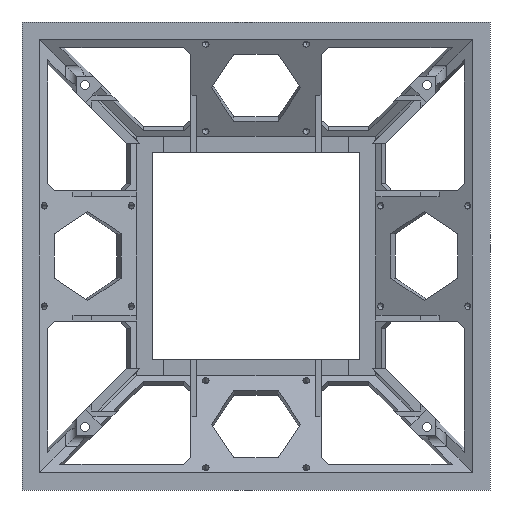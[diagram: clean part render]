
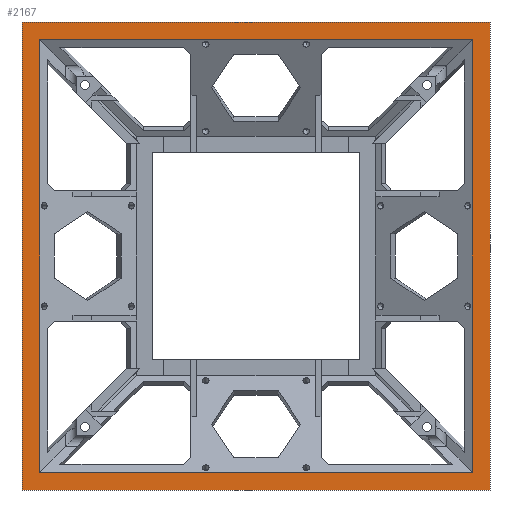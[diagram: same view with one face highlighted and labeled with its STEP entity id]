
A CAD part, front view. The second image highlights one B-rep face of the part: STEP entity #2167.
In plain terms, the highlighted planar face has unit normal (0, -1, 0).
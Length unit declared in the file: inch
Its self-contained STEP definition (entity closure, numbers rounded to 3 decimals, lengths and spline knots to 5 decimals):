
#182 = EDGE_CURVE ( 'NONE', #2181, #262, #4262, .T. ) ;
#213 = VECTOR ( 'NONE', #6745, 39.37008 ) ;
#255 = VERTEX_POINT ( 'NONE', #6108 ) ;
#262 = VERTEX_POINT ( 'NONE', #705 ) ;
#276 = ORIENTED_EDGE ( 'NONE', *, *, #2054, .F. ) ;
#279 = CARTESIAN_POINT ( 'NONE',  ( -3.14961, -0.25, -3.14961 ) ) ;
#592 = VERTEX_POINT ( 'NONE', #4313 ) ;
#705 = CARTESIAN_POINT ( 'NONE',  ( -3.14961, -0.25, -3.14961 ) ) ;
#756 = DIRECTION ( 'NONE',  ( 0., 0., 1. ) ) ;
#906 = EDGE_CURVE ( 'NONE', #1087, #4439, #6127, .T. ) ;
#938 = DIRECTION ( 'NONE',  ( -1., 0., 0. ) ) ;
#1087 = VERTEX_POINT ( 'NONE', #2663 ) ;
#1178 = CARTESIAN_POINT ( 'NONE',  ( 0., -0.25, 0. ) ) ;
#1462 = CARTESIAN_POINT ( 'NONE',  ( -3.14961, -0.25, 3.14961 ) ) ;
#1476 = VERTEX_POINT ( 'NONE', #4122 ) ;
#1661 = LINE ( 'NONE', #6500, #5229 ) ;
#1774 = DIRECTION ( 'NONE',  ( 0., 0., -1. ) ) ;
#1783 = CARTESIAN_POINT ( 'NONE',  ( 2.91339, -0.25, -2.91339 ) ) ;
#1902 = CARTESIAN_POINT ( 'NONE',  ( -3.14961, -0.25, 3.14961 ) ) ;
#2054 = EDGE_CURVE ( 'NONE', #592, #1087, #6769, .T. ) ;
#2167 = ADVANCED_FACE ( 'NONE', ( #3231, #5016 ), #8616, .T. ) ;
#2181 = VERTEX_POINT ( 'NONE', #1902 ) ;
#2663 = CARTESIAN_POINT ( 'NONE',  ( -2.91339, -0.25, 2.91339 ) ) ;
#3130 = ORIENTED_EDGE ( 'NONE', *, *, #3647, .T. ) ;
#3150 = VERTEX_POINT ( 'NONE', #3416 ) ;
#3158 = EDGE_CURVE ( 'NONE', #255, #2181, #1661, .T. ) ;
#3231 = FACE_OUTER_BOUND ( 'NONE', #4714, .T. ) ;
#3315 = ORIENTED_EDGE ( 'NONE', *, *, #4463, .F. ) ;
#3339 = DIRECTION ( 'NONE',  ( -1., 0., 0. ) ) ;
#3416 = CARTESIAN_POINT ( 'NONE',  ( 2.91339, -0.25, -2.91339 ) ) ;
#3545 = VECTOR ( 'NONE', #1774, 39.37008 ) ;
#3647 = EDGE_CURVE ( 'NONE', #262, #1476, #9592, .T. ) ;
#4122 = CARTESIAN_POINT ( 'NONE',  ( 3.14961, -0.25, -3.14961 ) ) ;
#4262 = LINE ( 'NONE', #1462, #213 ) ;
#4291 = EDGE_CURVE ( 'NONE', #3150, #592, #8739, .T. ) ;
#4313 = CARTESIAN_POINT ( 'NONE',  ( 2.91339, -0.25, 2.91339 ) ) ;
#4439 = VERTEX_POINT ( 'NONE', #6445 ) ;
#4463 = EDGE_CURVE ( 'NONE', #4439, #3150, #9688, .T. ) ;
#4714 = EDGE_LOOP ( 'NONE', ( #3130, #9245, #4932, #9655 ) ) ;
#4932 = ORIENTED_EDGE ( 'NONE', *, *, #3158, .T. ) ;
#5016 = FACE_BOUND ( 'NONE', #6684, .T. ) ;
#5102 = EDGE_CURVE ( 'NONE', #1476, #255, #7528, .T. ) ;
#5229 = VECTOR ( 'NONE', #3339, 39.37008 ) ;
#5335 = CARTESIAN_POINT ( 'NONE',  ( 2.91339, -0.25, 2.91339 ) ) ;
#5547 = VECTOR ( 'NONE', #7236, 39.37008 ) ;
#5653 = DIRECTION ( 'NONE',  ( 0., 0., -1. ) ) ;
#5676 = VECTOR ( 'NONE', #756, 39.37008 ) ;
#6108 = CARTESIAN_POINT ( 'NONE',  ( 3.14961, -0.25, 3.14961 ) ) ;
#6127 = LINE ( 'NONE', #7846, #3545 ) ;
#6445 = CARTESIAN_POINT ( 'NONE',  ( -2.91339, -0.25, -2.91339 ) ) ;
#6500 = CARTESIAN_POINT ( 'NONE',  ( 3.14961, -0.25, 3.14961 ) ) ;
#6611 = CARTESIAN_POINT ( 'NONE',  ( 3.14961, -0.25, -3.14961 ) ) ;
#6684 = EDGE_LOOP ( 'NONE', ( #9723, #3315, #8084, #276 ) ) ;
#6745 = DIRECTION ( 'NONE',  ( 0., 0., -1. ) ) ;
#6769 = LINE ( 'NONE', #9289, #8299 ) ;
#7080 = VECTOR ( 'NONE', #8638, 39.37008 ) ;
#7236 = DIRECTION ( 'NONE',  ( 0., 0., 1. ) ) ;
#7528 = LINE ( 'NONE', #6611, #5547 ) ;
#7846 = CARTESIAN_POINT ( 'NONE',  ( -2.91339, -0.25, -2.91339 ) ) ;
#8084 = ORIENTED_EDGE ( 'NONE', *, *, #906, .F. ) ;
#8299 = VECTOR ( 'NONE', #938, 39.37008 ) ;
#8616 = PLANE ( 'NONE',  #9441 ) ;
#8620 = VECTOR ( 'NONE', #9465, 39.37008 ) ;
#8638 = DIRECTION ( 'NONE',  ( 1., 0., 0. ) ) ;
#8739 = LINE ( 'NONE', #5335, #5676 ) ;
#9245 = ORIENTED_EDGE ( 'NONE', *, *, #5102, .T. ) ;
#9289 = CARTESIAN_POINT ( 'NONE',  ( -2.91339, -0.25, 2.91339 ) ) ;
#9441 = AXIS2_PLACEMENT_3D ( 'NONE', #1178, #9459, #5653 ) ;
#9459 = DIRECTION ( 'NONE',  ( 0., -1., 0. ) ) ;
#9465 = DIRECTION ( 'NONE',  ( 1., 0., 0. ) ) ;
#9592 = LINE ( 'NONE', #279, #7080 ) ;
#9655 = ORIENTED_EDGE ( 'NONE', *, *, #182, .T. ) ;
#9688 = LINE ( 'NONE', #1783, #8620 ) ;
#9723 = ORIENTED_EDGE ( 'NONE', *, *, #4291, .F. ) ;
